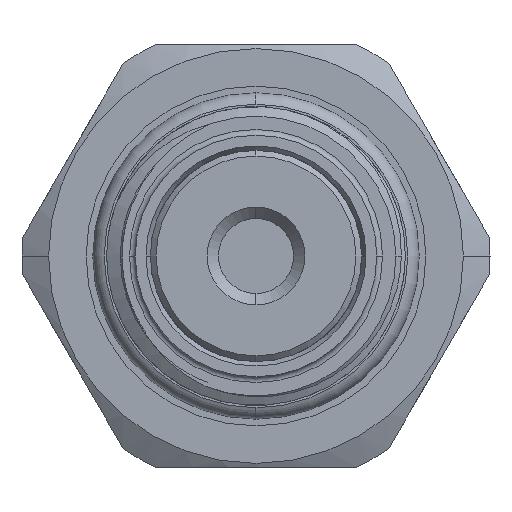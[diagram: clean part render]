
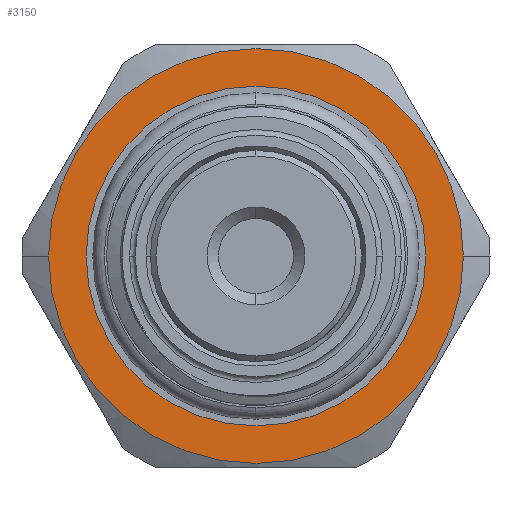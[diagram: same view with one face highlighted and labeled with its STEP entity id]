
A CAD part, left-side view. The second image highlights one B-rep face of the part: STEP entity #3150.
In plain terms, the highlighted planar face has unit normal (-1, 0, 0).
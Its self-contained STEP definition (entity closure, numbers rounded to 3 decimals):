
#22 = EDGE_CURVE ( 'NONE', #3995, #365, #133, .T. ) ;
#133 = CIRCLE ( 'NONE', #1022, 10.9 ) ;
#265 = CARTESIAN_POINT ( 'NONE',  ( 14.95, 8.93, 0. ) ) ;
#365 = VERTEX_POINT ( 'NONE', #2247 ) ;
#727 = CIRCLE ( 'NONE', #5703, 8.93 ) ;
#762 = DIRECTION ( 'NONE',  ( 0., 1., 0. ) ) ;
#763 = VERTEX_POINT ( 'NONE', #265 ) ;
#764 = DIRECTION ( 'NONE',  ( 0., -1., 0. ) ) ;
#834 = DIRECTION ( 'NONE',  ( -1., 0., 0. ) ) ;
#855 = EDGE_CURVE ( 'NONE', #365, #3995, #4264, .T. ) ;
#1022 = AXIS2_PLACEMENT_3D ( 'NONE', #2453, #2914, #1489 ) ;
#1049 = CARTESIAN_POINT ( 'NONE',  ( 14.95, -10.9, 0. ) ) ;
#1243 = DIRECTION ( 'NONE',  ( -1., 0., 0. ) ) ;
#1297 = PLANE ( 'NONE',  #4988 ) ;
#1318 = ORIENTED_EDGE ( 'NONE', *, *, #22, .T. ) ;
#1366 = ORIENTED_EDGE ( 'NONE', *, *, #4278, .F. ) ;
#1489 = DIRECTION ( 'NONE',  ( 0., 1., 0. ) ) ;
#1492 = CARTESIAN_POINT ( 'NONE',  ( 14.95, -8.93, 0. ) ) ;
#2162 = ORIENTED_EDGE ( 'NONE', *, *, #855, .T. ) ;
#2247 = CARTESIAN_POINT ( 'NONE',  ( 14.95, 10.9, 0. ) ) ;
#2453 = CARTESIAN_POINT ( 'NONE',  ( 14.95, 0., 0. ) ) ;
#2568 = EDGE_LOOP ( 'NONE', ( #1366, #2611 ) ) ;
#2611 = ORIENTED_EDGE ( 'NONE', *, *, #5354, .F. ) ;
#2717 = VERTEX_POINT ( 'NONE', #1492 ) ;
#2856 = EDGE_LOOP ( 'NONE', ( #1318, #2162 ) ) ;
#2914 = DIRECTION ( 'NONE',  ( -1., 0., 0. ) ) ;
#3150 = ADVANCED_FACE ( 'NONE', ( #4627, #6403 ), #1297, .F. ) ;
#3241 = CARTESIAN_POINT ( 'NONE',  ( 14.95, 0., -8.93 ) ) ;
#3475 = CARTESIAN_POINT ( 'NONE',  ( 14.95, 0., 0. ) ) ;
#3995 = VERTEX_POINT ( 'NONE', #1049 ) ;
#4264 = CIRCLE ( 'NONE', #5885, 10.9 ) ;
#4278 = EDGE_CURVE ( 'NONE', #763, #2717, #727, .T. ) ;
#4447 = DIRECTION ( 'NONE',  ( 0., 1., 0. ) ) ;
#4471 = DIRECTION ( 'NONE',  ( -1., 0., 0. ) ) ;
#4627 = FACE_BOUND ( 'NONE', #2568, .T. ) ;
#4707 = CARTESIAN_POINT ( 'NONE',  ( 14.95, 0., 0. ) ) ;
#4775 = DIRECTION ( 'NONE',  ( 1., 0., 0. ) ) ;
#4988 = AXIS2_PLACEMENT_3D ( 'NONE', #3241, #4775, #764 ) ;
#5251 = CARTESIAN_POINT ( 'NONE',  ( 14.95, 0., 0. ) ) ;
#5354 = EDGE_CURVE ( 'NONE', #2717, #763, #5446, .T. ) ;
#5446 = CIRCLE ( 'NONE', #5541, 8.93 ) ;
#5541 = AXIS2_PLACEMENT_3D ( 'NONE', #5251, #834, #762 ) ;
#5703 = AXIS2_PLACEMENT_3D ( 'NONE', #3475, #4471, #4447 ) ;
#5719 = DIRECTION ( 'NONE',  ( 0., 1., 0. ) ) ;
#5885 = AXIS2_PLACEMENT_3D ( 'NONE', #4707, #1243, #5719 ) ;
#6403 = FACE_OUTER_BOUND ( 'NONE', #2856, .T. ) ;
